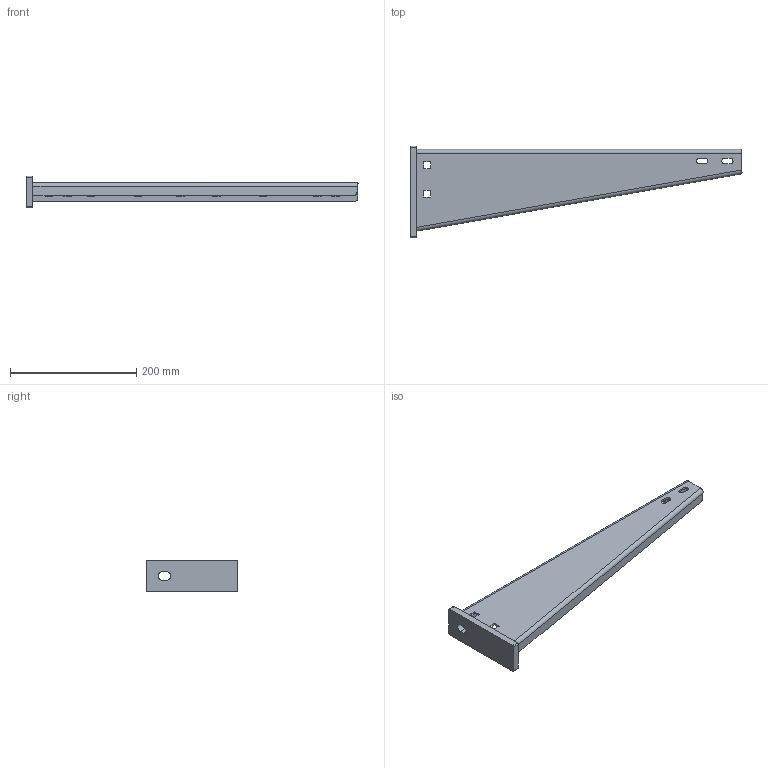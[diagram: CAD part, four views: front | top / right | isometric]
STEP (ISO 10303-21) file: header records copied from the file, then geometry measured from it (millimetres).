
FILE_DESCRIPTION((''),'2;1');
FILE_NAME('713050_ASM','2019-03-18T10:56:24',('tomasz.grudniewski'),(''),'CREO PARAMETRIC BY PTC INC, 2018500','CREO PARAMETRIC BY PTC INC, 2018500','');
FILE_SCHEMA(('CONFIG_CONTROL_DESIGN'));
Length unit declared in the file: millimetre
Products named in the file (3): 145PODSTAWA_PRT; WWCT500_PRT; 713050_ASM
Assembly tree (2 placements, depth 2):
  713050_ASM
    145PODSTAWA_PRT
    WWCT500_PRT
Bounding box: 525.2 x 145 x 50 mm (x, y, z)
Volume: 256745.4 mm3; surface area: 148851.6 mm2
Topology: 2 solids, 2 shells, 126 faces, 350 edges, 228 vertices
Faces by surface type: plane 73, cylinder 52, bspline 1
Entity records: 4212 total; most frequent: CARTESIAN_POINT 756, DIRECTION 710, ORIENTED_EDGE 700, EDGE_CURVE 350, VECTOR 246, LINE 246, AXIS2_PLACEMENT_3D 232, VERTEX_POINT 228
